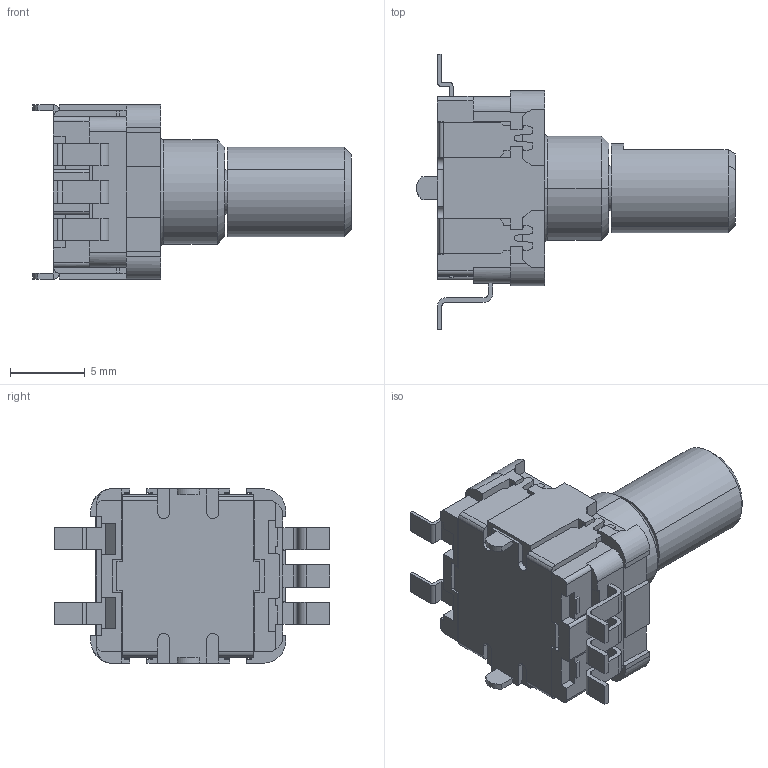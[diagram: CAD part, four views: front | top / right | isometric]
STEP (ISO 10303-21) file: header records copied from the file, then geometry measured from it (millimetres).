
FILE_DESCRIPTION (( 'STEP AP214' ), '1' );
FILE_NAME ('prs11s-n20f-503b1.STEP', '2021-12-03T05:36:26', ( '' ), ( '' ), 'SwSTEP 2.0', 'SolidWorks 2020', '' );
FILE_SCHEMA (( 'AUTOMOTIVE_DESIGN' ));
Length unit declared in the file: millimetre
Products named in the file (1): prs11s-n20f-503b1
Bounding box: 21.4 x 18.5 x 11.7 mm (x, y, z)
Volume: 1321.9 mm3; surface area: 1266.7 mm2
Topology: 1 solids, 33 shells, 708 faces, 1836 edges, 1183 vertices
Faces by surface type: plane 481, cylinder 185, cone 37, torus 5
Entity records: 22731 total; most frequent: CARTESIAN_POINT 4407, ORIENTED_EDGE 3662, DIRECTION 3463, EDGE_CURVE 1831, LINE 1357, VECTOR 1357, VERTEX_POINT 1183, AXIS2_PLACEMENT_3D 1053
